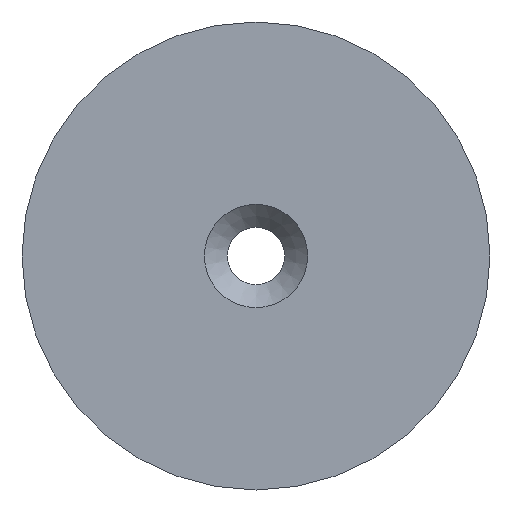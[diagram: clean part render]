
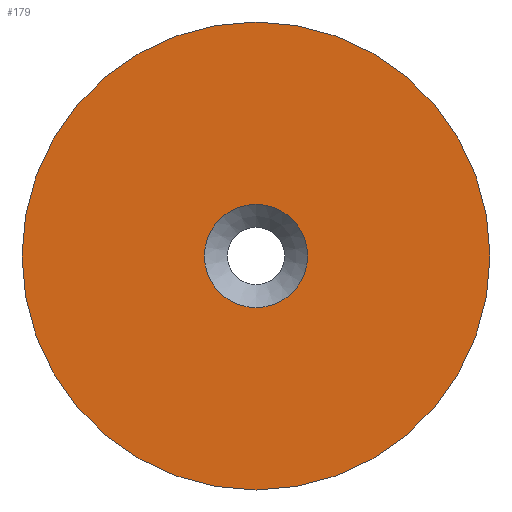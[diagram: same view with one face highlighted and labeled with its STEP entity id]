
A CAD part, front view. The second image highlights one B-rep face of the part: STEP entity #179.
In plain terms, the highlighted planar face has unit normal (0, -1, 0).
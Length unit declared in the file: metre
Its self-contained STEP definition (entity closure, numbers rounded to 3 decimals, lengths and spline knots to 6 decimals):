
#59=ORIENTED_EDGE('',*,*,#94,.T.);
#60=ORIENTED_EDGE('',*,*,#93,.T.);
#93=EDGE_CURVE('',#112,#112,#123,.T.);
#94=EDGE_CURVE('',#113,#113,#124,.F.);
#112=VERTEX_POINT('',#291);
#113=VERTEX_POINT('',#294);
#123=CIRCLE('',#207,0.0102);
#124=CIRCLE('',#209,0.00225);
#135=EDGE_LOOP('',(#59));
#136=EDGE_LOOP('',(#60));
#155=FACE_BOUND('',#135,.T.);
#156=FACE_BOUND('',#136,.T.);
#169=PLANE('',#208);
#179=ADVANCED_FACE('',(#155,#156),#169,.T.);
#207=AXIS2_PLACEMENT_3D('',#290,#239,#240);
#208=AXIS2_PLACEMENT_3D('',#292,#241,#242);
#209=AXIS2_PLACEMENT_3D('',#293,#243,#244);
#239=DIRECTION('',(0.,-1.,0.));
#240=DIRECTION('',(0.,0.,-1.));
#241=DIRECTION('',(0.,-1.,0.));
#242=DIRECTION('',(1.,0.,0.));
#243=DIRECTION('',(0.,-1.,0.));
#244=DIRECTION('',(0.,0.,-1.));
#290=CARTESIAN_POINT('',(0.401303,0.0271,0.100105));
#291=CARTESIAN_POINT('',(0.401303,0.0271,0.089905));
#292=CARTESIAN_POINT('',(0.401303,0.0271,0.100105));
#293=CARTESIAN_POINT('',(0.401303,0.0271,0.100105));
#294=CARTESIAN_POINT('',(0.401303,0.0271,0.097855));
